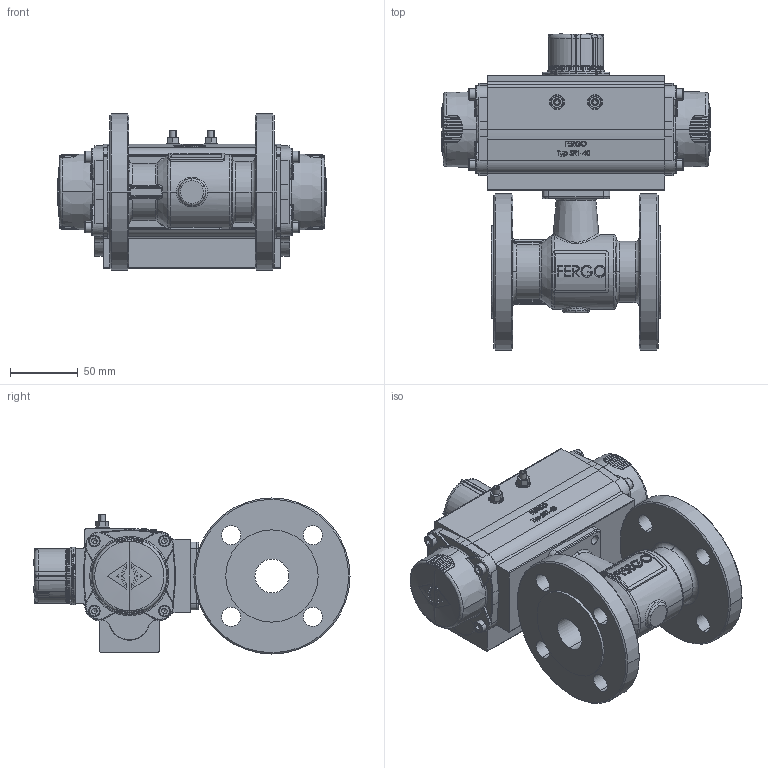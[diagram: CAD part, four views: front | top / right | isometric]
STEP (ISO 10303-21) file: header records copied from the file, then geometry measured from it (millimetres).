
FILE_DESCRIPTION (( 'STEP AP214' ), '1' );
FILE_NAME ('KH120-DN25-PN16-Pneumatischer-SR40-Einfachwirkend-Schwenkantrieb-Federschließend-Fergo.STEP', '2022-10-28T10:00:58', ( '' ), ( '' ), 'SwSTEP 2.0', 'SolidWorks 2022', '' );
FILE_SCHEMA (( 'AUTOMOTIVE_DESIGN' ));
Length unit declared in the file: millimetre
Products named in the file (3): KH120-DN25-PN16-Pneumatischer-SR40-Einfachwirkend-Schwenkantrieb-Federschließend-Fergo; 0040 ASR; KH121-Kugelhahn-DN25-PN16-FW-Fergo
Assembly tree (2 placements, depth 2):
  KH120-DN25-PN16-Pneumatischer-SR40-Einfachwirkend-Schwenkantrieb-Federschließend-Fergo
    0040 ASR
    KH121-Kugelhahn-DN25-PN16-FW-Fergo
Bounding box: 198.36 x 232.79 x 115 mm (x, y, z)
Volume: 570514 mm3; surface area: 253279.5 mm2
Topology: 28 solids, 29 shells, 3835 faces, 10062 edges, 6334 vertices
Faces by surface type: plane 1379, cylinder 1131, bspline 812, cone 293, torus 189, sphere 31
Entity records: 171491 total; most frequent: CARTESIAN_POINT 83436, ORIENTED_EDGE 19908, DIRECTION 16225, EDGE_CURVE 9963, VERTEX_POINT 6333, AXIS2_PLACEMENT_3D 6032, LINE 4161, VECTOR 4161
